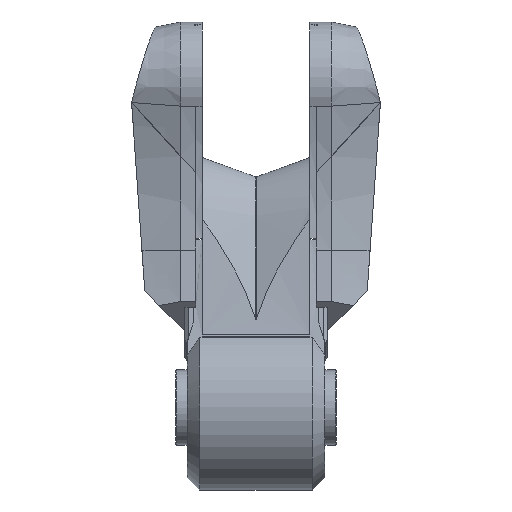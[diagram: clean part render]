
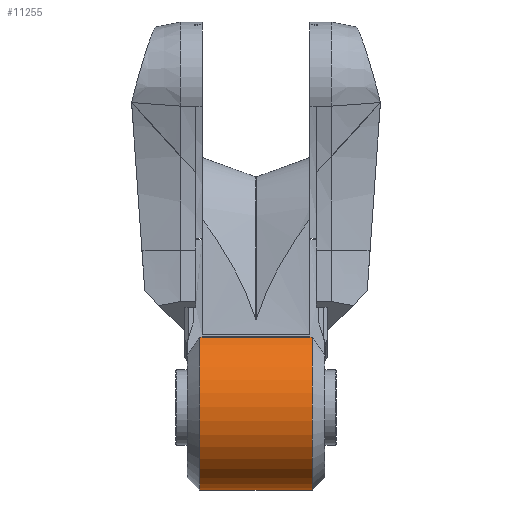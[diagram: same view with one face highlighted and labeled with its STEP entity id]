
A CAD part, front view. The second image highlights one B-rep face of the part: STEP entity #11255.
In plain terms, the highlighted cylindrical face has radius 66 mm (diameter 132 mm), a partial arc.
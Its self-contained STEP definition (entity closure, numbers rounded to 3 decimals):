
#285=CYLINDRICAL_SURFACE('',#12015,66.);
#471=LINE('',#15016,#1295);
#687=LINE('',#19462,#1511);
#769=LINE('',#21332,#1593);
#877=LINE('',#24278,#1701);
#1058=LINE('',#28378,#1882);
#1103=LINE('',#28834,#1927);
#1295=VECTOR('',#12315,10.);
#1511=VECTOR('',#12849,10.);
#1593=VECTOR('',#13161,10.);
#1701=VECTOR('',#13471,10.);
#1882=VECTOR('',#13916,10.);
#1927=VECTOR('',#14075,10.);
#3095=FACE_OUTER_BOUND('',#3732,.T.);
#3732=EDGE_LOOP('',(#9674,#9675,#9676,#9677,#9678,#9679,#9680,#9681));
#3937=CIRCLE('',#11483,66.);
#3938=CIRCLE('',#11485,66.);
#4261=VERTEX_POINT('',#15014);
#4262=VERTEX_POINT('',#15015);
#4346=VERTEX_POINT('',#15391);
#4347=VERTEX_POINT('',#15399);
#4348=VERTEX_POINT('',#15409);
#4349=VERTEX_POINT('',#15417);
#4699=VERTEX_POINT('',#21331);
#4827=VERTEX_POINT('',#24277);
#5408=EDGE_CURVE('',#4261,#4262,#471,.T.);
#5498=EDGE_CURVE('',#4346,#4347,#3937,.T.);
#5501=EDGE_CURVE('',#4349,#4348,#3938,.T.);
#5835=EDGE_CURVE('',#4262,#4348,#687,.T.);
#6035=EDGE_CURVE('',#4349,#4699,#769,.T.);
#6261=EDGE_CURVE('',#4699,#4827,#877,.T.);
#6602=EDGE_CURVE('',#4261,#4347,#1058,.T.);
#6683=EDGE_CURVE('',#4346,#4827,#1103,.T.);
#9674=ORIENTED_EDGE('',*,*,#5408,.F.);
#9675=ORIENTED_EDGE('',*,*,#6602,.T.);
#9676=ORIENTED_EDGE('',*,*,#5498,.F.);
#9677=ORIENTED_EDGE('',*,*,#6683,.T.);
#9678=ORIENTED_EDGE('',*,*,#6261,.F.);
#9679=ORIENTED_EDGE('',*,*,#6035,.F.);
#9680=ORIENTED_EDGE('',*,*,#5501,.T.);
#9681=ORIENTED_EDGE('',*,*,#5835,.F.);
#11255=ADVANCED_FACE('',(#3095),#285,.T.);
#11483=AXIS2_PLACEMENT_3D('',#15400,#12415,#12416);
#11485=AXIS2_PLACEMENT_3D('',#15418,#12419,#12420);
#12015=AXIS2_PLACEMENT_3D('',#28833,#14073,#14074);
#12315=DIRECTION('',(-1.,0.,0.));
#12415=DIRECTION('center_axis',(1.,0.,0.));
#12416=DIRECTION('ref_axis',(0.,-1.,0.));
#12419=DIRECTION('center_axis',(1.,0.,0.));
#12420=DIRECTION('ref_axis',(0.,-1.,0.));
#12849=DIRECTION('',(-1.,0.,0.));
#13161=DIRECTION('',(1.,0.,0.));
#13471=DIRECTION('',(1.,0.,0.));
#13916=DIRECTION('',(1.,0.,0.));
#14073=DIRECTION('center_axis',(-1.,0.,0.));
#14074=DIRECTION('ref_axis',(0.,-0.298,-0.954));
#14075=DIRECTION('',(-1.,0.,0.));
#15014=CARTESIAN_POINT('',(43.13,63.255,314.666));
#15015=CARTESIAN_POINT('',(-42.97,63.255,314.666));
#15016=CARTESIAN_POINT('',(43.13,63.255,314.666));
#15391=CARTESIAN_POINT('',(45.13,-31.635,344.332));
#15399=CARTESIAN_POINT('',(45.13,63.255,314.666));
#15400=CARTESIAN_POINT('Origin',(45.13,2.855,288.06));
#15409=CARTESIAN_POINT('',(-44.97,63.255,314.666));
#15417=CARTESIAN_POINT('',(-44.97,-31.635,344.332));
#15418=CARTESIAN_POINT('Origin',(-44.97,2.855,288.06));
#19462=CARTESIAN_POINT('',(-49.97,63.255,314.666));
#21331=CARTESIAN_POINT('',(-42.97,-31.635,344.332));
#21332=CARTESIAN_POINT('',(-49.97,-31.635,344.332));
#24277=CARTESIAN_POINT('',(43.13,-31.635,344.332));
#24278=CARTESIAN_POINT('',(-42.97,-31.635,344.332));
#28378=CARTESIAN_POINT('',(50.13,63.255,314.666));
#28833=CARTESIAN_POINT('Origin',(53.13,2.855,288.06));
#28834=CARTESIAN_POINT('',(50.13,-31.635,344.332));
